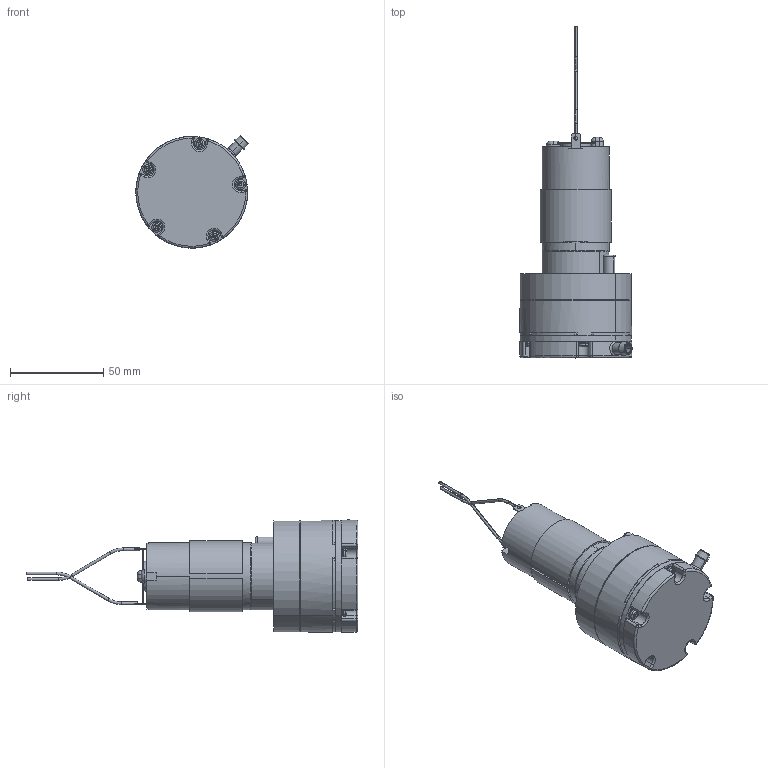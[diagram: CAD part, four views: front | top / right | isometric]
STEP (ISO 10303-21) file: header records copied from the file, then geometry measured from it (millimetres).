
FILE_DESCRIPTION((''),'2;1');
FILE_NAME('KPV36B-12A_ASM_ASM_ASM','2018-03-23T',('fuhq'),(''),'CREO PARAMETRIC BY PTC INC, 2015200','CREO PARAMETRIC BY PTC INC, 2015200','');
FILE_SCHEMA(('CONFIG_CONTROL_DESIGN'));
Length unit declared in the file: millimetre
Products named in the file (21): MSBR-20; MSBR-19; MSBR-18; MSBR-17; MSBR-16; MSBR-15; MSBR-14; MSBR-13; MSBR-12; MSBR-11; MSBR-10; MSBR-9; MSBR-8; MSBR-7; MSBR-6; MSBR-5; MSBR-4; MSBR-3; MSBR-2; MSBR-1; KPV36B-12A_ASM_ASM_ASM
Assembly tree (20 placements, depth 2):
  KPV36B-12A_ASM_ASM_ASM
    MSBR-20
    MSBR-19
    MSBR-18
    MSBR-17
    MSBR-16
    MSBR-15
    MSBR-14
    MSBR-13
    MSBR-12
    MSBR-11
    MSBR-10
    MSBR-9
    MSBR-8
    MSBR-7
    MSBR-6
    MSBR-5
    MSBR-4
    MSBR-3
    MSBR-2
    MSBR-1
Bounding box: 60.31 x 178.2 x 60.31 mm (x, y, z)
Volume: 156862.7 mm3; surface area: 63605.4 mm2
Topology: 20 solids, 22 shells, 883 faces, 2260 edges, 1490 vertices
Faces by surface type: cylinder 413, plane 336, cone 66, torus 50, sphere 14, bspline 4
Entity records: 28162 total; most frequent: DIRECTION 5222, CARTESIAN_POINT 5087, ORIENTED_EDGE 4520, EDGE_CURVE 2260, AXIS2_PLACEMENT_3D 2074, VERTEX_POINT 1490, CIRCLE 1154, VECTOR 1074
